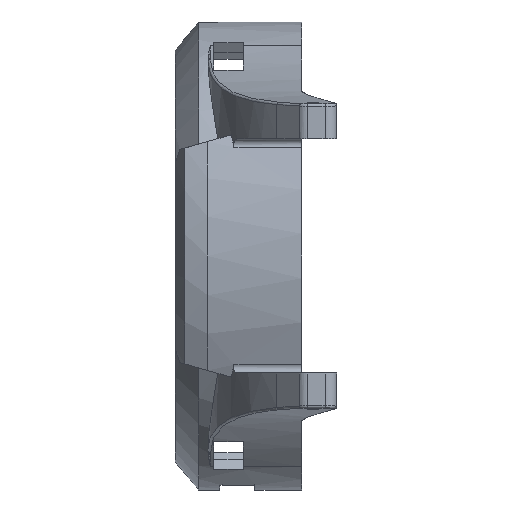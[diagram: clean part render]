
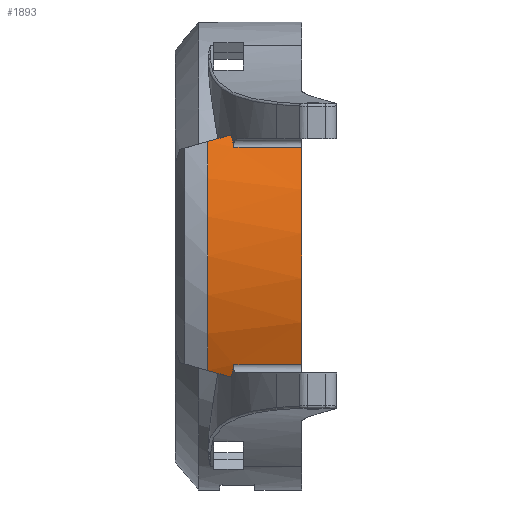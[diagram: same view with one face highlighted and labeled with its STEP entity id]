
A CAD part, left-side view. The second image highlights one B-rep face of the part: STEP entity #1893.
In plain terms, the highlighted cylindrical face has radius 23 mm (diameter 46 mm), a partial arc.
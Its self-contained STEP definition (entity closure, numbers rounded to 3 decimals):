
#195 = CARTESIAN_POINT ( 'NONE',  ( 0., 0., 0. ) ) ;
#322 = CARTESIAN_POINT ( 'NONE',  ( -20.724, 7.35, -9.978 ) ) ;
#384 =( BOUNDED_CURVE ( )  B_SPLINE_CURVE ( 3, ( #3575, #5729, #2519, #2448 ),
 .UNSPECIFIED., .F., .F. ) 
 B_SPLINE_CURVE_WITH_KNOTS ( ( 4, 4 ),
 ( 1.104, 1.131 ),
 .UNSPECIFIED. ) 
 CURVE ( )  GEOMETRIC_REPRESENTATION_ITEM ( )  RATIONAL_B_SPLINE_CURVE ( ( 1., 1., 1., 1. ) ) 
 REPRESENTATION_ITEM ( '' )  );
#568 = AXIS2_PLACEMENT_3D ( 'NONE', #195, #1048, #6683 ) ;
#581 = VECTOR ( 'NONE', #1255, 1000. ) ;
#623 = B_SPLINE_CURVE_WITH_KNOTS ( 'NONE', 3,
 ( #1943, #4276, #5411, #5927 ),
 .UNSPECIFIED., .F., .F.,
 ( 4, 4 ),
 ( 0.001, 0.002 ),
 .UNSPECIFIED. ) ;
#685 = CARTESIAN_POINT ( 'NONE',  ( -20.815, 8.025, 9.784 ) ) ;
#741 = ORIENTED_EDGE ( 'NONE', *, *, #2487, .T. ) ;
#887 = CARTESIAN_POINT ( 'NONE',  ( 0., 10.8, 0. ) ) ;
#916 = VECTOR ( 'NONE', #5954, 1000. ) ;
#1005 = CARTESIAN_POINT ( 'NONE',  ( -21.037, 5.784, 9.298 ) ) ;
#1048 = DIRECTION ( 'NONE',  ( 0., 1., 0. ) ) ;
#1206 = EDGE_CURVE ( 'NONE', #3828, #4955, #4268, .T. ) ;
#1255 = DIRECTION ( 'NONE',  ( 0., 1., 0. ) ) ;
#1270 = CARTESIAN_POINT ( 'NONE',  ( -20.534, 6.015, -10.36 ) ) ;
#1305 = EDGE_CURVE ( 'NONE', #4955, #6356, #6880, .T. ) ;
#1392 = ORIENTED_EDGE ( 'NONE', *, *, #2414, .T. ) ;
#1450 = CARTESIAN_POINT ( 'NONE',  ( -20.631, 6.68, -10.17 ) ) ;
#1503 = FACE_OUTER_BOUND ( 'NONE', #6508, .T. ) ;
#1893 = ADVANCED_FACE ( 'NONE', ( #1503 ), #5907, .T. ) ;
#1943 = CARTESIAN_POINT ( 'NONE',  ( -20.534, 6.015, -10.36 ) ) ;
#1988 = CARTESIAN_POINT ( 'NONE',  ( -21.037, 0., 9.298 ) ) ;
#2261 = ORIENTED_EDGE ( 'NONE', *, *, #1206, .T. ) ;
#2414 = EDGE_CURVE ( 'NONE', #6929, #4865, #5556, .T. ) ;
#2422 = CARTESIAN_POINT ( 'NONE',  ( -21.037, 5.784, -9.298 ) ) ;
#2448 = CARTESIAN_POINT ( 'NONE',  ( -20.815, 8.025, 9.784 ) ) ;
#2487 = EDGE_CURVE ( 'NONE', #6356, #4705, #5642, .T. ) ;
#2519 = CARTESIAN_POINT ( 'NONE',  ( -20.724, 7.35, 9.978 ) ) ;
#2942 = CARTESIAN_POINT ( 'NONE',  ( 0., 8.025, 0. ) ) ;
#2961 = CARTESIAN_POINT ( 'NONE',  ( -20.815, 8.025, -9.784 ) ) ;
#3271 = DIRECTION ( 'NONE',  ( 0., -1., 0. ) ) ;
#3347 = ORIENTED_EDGE ( 'NONE', *, *, #1305, .T. ) ;
#3575 = CARTESIAN_POINT ( 'NONE',  ( -20.534, 6.015, 10.36 ) ) ;
#3586 = CARTESIAN_POINT ( 'NONE',  ( -20.534, 6.015, 10.36 ) ) ;
#3675 = DIRECTION ( 'NONE',  ( 0., 0., -1. ) ) ;
#3677 = ORIENTED_EDGE ( 'NONE', *, *, #4050, .T. ) ;
#3828 = VERTEX_POINT ( 'NONE', #2422 ) ;
#3919 = CARTESIAN_POINT ( 'NONE',  ( -21.037, 10.8, 9.298 ) ) ;
#3922 = ORIENTED_EDGE ( 'NONE', *, *, #4355, .T. ) ;
#4050 = EDGE_CURVE ( 'NONE', #4705, #6221, #4341, .T. ) ;
#4096 = CARTESIAN_POINT ( 'NONE',  ( -21.037, 10.8, -9.298 ) ) ;
#4122 = CARTESIAN_POINT ( 'NONE',  ( -20.534, 6.015, -10.36 ) ) ;
#4268 = LINE ( 'NONE', #4096, #916 ) ;
#4276 = CARTESIAN_POINT ( 'NONE',  ( -20.711, 5.937, -10.011 ) ) ;
#4317 = ORIENTED_EDGE ( 'NONE', *, *, #5350, .T. ) ;
#4323 = CARTESIAN_POINT ( 'NONE',  ( -21.037, 5.784, 9.298 ) ) ;
#4341 = B_SPLINE_CURVE_WITH_KNOTS ( 'NONE', 3,
 ( #1005, #5239, #6445, #3586 ),
 .UNSPECIFIED., .F., .F.,
 ( 4, 4 ),
 ( 0., 0.001 ),
 .UNSPECIFIED. ) ;
#4348 = VERTEX_POINT ( 'NONE', #1270 ) ;
#4355 = EDGE_CURVE ( 'NONE', #6221, #6929, #384, .T. ) ;
#4383 = AXIS2_PLACEMENT_3D ( 'NONE', #2942, #4575, #6813 ) ;
#4575 = DIRECTION ( 'NONE',  ( 0., -1., 0. ) ) ;
#4579 = CARTESIAN_POINT ( 'NONE',  ( -20.534, 6.015, 10.36 ) ) ;
#4705 = VERTEX_POINT ( 'NONE', #4323 ) ;
#4798 = ORIENTED_EDGE ( 'NONE', *, *, #5017, .T. ) ;
#4865 = VERTEX_POINT ( 'NONE', #5569 ) ;
#4916 =( BOUNDED_CURVE ( )  B_SPLINE_CURVE ( 3, ( #2961, #322, #1450, #4122 ),
 .UNSPECIFIED., .F., .F. ) 
 B_SPLINE_CURVE_WITH_KNOTS ( ( 4, 4 ),
 ( 5.152, 5.18 ),
 .UNSPECIFIED. ) 
 CURVE ( )  GEOMETRIC_REPRESENTATION_ITEM ( )  RATIONAL_B_SPLINE_CURVE ( ( 1., 1., 1., 1. ) ) 
 REPRESENTATION_ITEM ( '' )  );
#4955 = VERTEX_POINT ( 'NONE', #5088 ) ;
#5017 = EDGE_CURVE ( 'NONE', #4348, #3828, #623, .T. ) ;
#5088 = CARTESIAN_POINT ( 'NONE',  ( -21.037, 0., -9.298 ) ) ;
#5239 = CARTESIAN_POINT ( 'NONE',  ( -20.878, 5.859, 9.657 ) ) ;
#5350 = EDGE_CURVE ( 'NONE', #4865, #4348, #4916, .T. ) ;
#5411 = CARTESIAN_POINT ( 'NONE',  ( -20.878, 5.859, -9.657 ) ) ;
#5556 = CIRCLE ( 'NONE', #4383, 23. ) ;
#5569 = CARTESIAN_POINT ( 'NONE',  ( -20.815, 8.025, -9.784 ) ) ;
#5642 = LINE ( 'NONE', #3919, #581 ) ;
#5729 = CARTESIAN_POINT ( 'NONE',  ( -20.631, 6.68, 10.17 ) ) ;
#5907 = CYLINDRICAL_SURFACE ( 'NONE', #5944, 23. ) ;
#5927 = CARTESIAN_POINT ( 'NONE',  ( -21.037, 5.784, -9.298 ) ) ;
#5944 = AXIS2_PLACEMENT_3D ( 'NONE', #887, #3271, #3675 ) ;
#5954 = DIRECTION ( 'NONE',  ( 0., -1., 0. ) ) ;
#6221 = VERTEX_POINT ( 'NONE', #4579 ) ;
#6356 = VERTEX_POINT ( 'NONE', #1988 ) ;
#6445 = CARTESIAN_POINT ( 'NONE',  ( -20.711, 5.937, 10.011 ) ) ;
#6508 = EDGE_LOOP ( 'NONE', ( #3922, #1392, #4317, #4798, #2261, #3347, #741, #3677 ) ) ;
#6683 = DIRECTION ( 'NONE',  ( 0., 0., 1. ) ) ;
#6813 = DIRECTION ( 'NONE',  ( 0., 0., 1. ) ) ;
#6880 = CIRCLE ( 'NONE', #568, 23. ) ;
#6929 = VERTEX_POINT ( 'NONE', #685 ) ;
